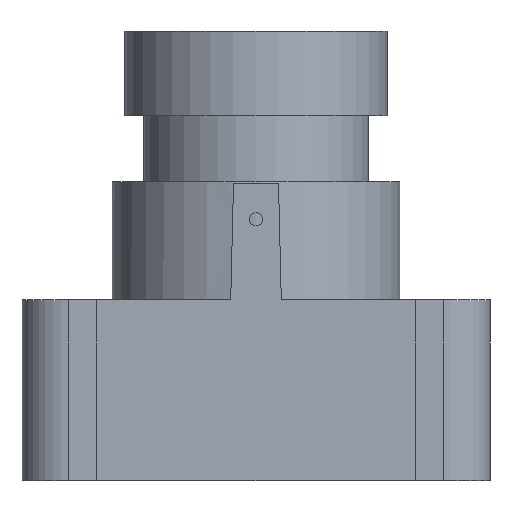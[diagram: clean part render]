
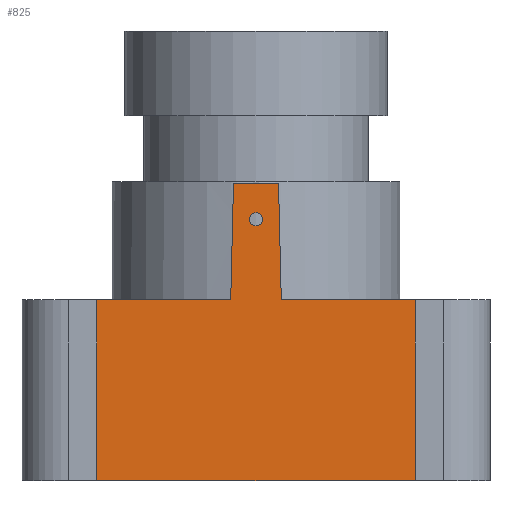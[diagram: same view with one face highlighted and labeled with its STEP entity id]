
A CAD part, front view. The second image highlights one B-rep face of the part: STEP entity #825.
In plain terms, the highlighted planar face has unit normal (0, -1, 0).
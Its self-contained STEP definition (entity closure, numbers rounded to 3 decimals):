
#58=FACE_BOUND('',#132,.T.);
#80=FACE_OUTER_BOUND('',#131,.T.);
#131=EDGE_LOOP('',(#659,#660,#661,#662,#663,#664,#665,#666));
#132=EDGE_LOOP('',(#667,#668));
#170=CIRCLE('',#892,0.35);
#171=CIRCLE('',#893,0.35);
#206=LINE('',#1236,#280);
#227=LINE('',#1335,#301);
#234=LINE('',#1361,#308);
#244=LINE('',#1384,#318);
#250=LINE('',#1404,#324);
#251=LINE('',#1406,#325);
#252=LINE('',#1407,#326);
#253=LINE('',#1408,#327);
#280=VECTOR('',#979,1000.);
#301=VECTOR('',#1030,1000.);
#308=VECTOR('',#1055,1000.);
#318=VECTOR('',#1069,1000.);
#324=VECTOR('',#1097,1000.);
#325=VECTOR('',#1100,1000.);
#326=VECTOR('',#1101,1000.);
#327=VECTOR('',#1102,1000.);
#355=VERTEX_POINT('',#1233);
#356=VERTEX_POINT('',#1235);
#380=VERTEX_POINT('',#1327);
#381=VERTEX_POINT('',#1328);
#382=VERTEX_POINT('',#1333);
#383=VERTEX_POINT('',#1334);
#389=VERTEX_POINT('',#1352);
#392=VERTEX_POINT('',#1358);
#393=VERTEX_POINT('',#1360);
#404=VERTEX_POINT('',#1382);
#437=EDGE_CURVE('',#355,#356,#206,.T.);
#466=EDGE_CURVE('',#380,#381,#170,.T.);
#468=EDGE_CURVE('',#381,#380,#171,.T.);
#469=EDGE_CURVE('',#382,#383,#227,.T.);
#481=EDGE_CURVE('',#393,#392,#234,.T.);
#493=EDGE_CURVE('',#389,#404,#244,.T.);
#504=EDGE_CURVE('',#404,#356,#250,.T.);
#505=EDGE_CURVE('',#389,#382,#251,.T.);
#506=EDGE_CURVE('',#393,#355,#252,.T.);
#507=EDGE_CURVE('',#383,#392,#253,.T.);
#659=ORIENTED_EDGE('',*,*,#469,.F.);
#660=ORIENTED_EDGE('',*,*,#505,.F.);
#661=ORIENTED_EDGE('',*,*,#493,.T.);
#662=ORIENTED_EDGE('',*,*,#504,.T.);
#663=ORIENTED_EDGE('',*,*,#437,.F.);
#664=ORIENTED_EDGE('',*,*,#506,.F.);
#665=ORIENTED_EDGE('',*,*,#481,.T.);
#666=ORIENTED_EDGE('',*,*,#507,.F.);
#667=ORIENTED_EDGE('',*,*,#466,.F.);
#668=ORIENTED_EDGE('',*,*,#468,.F.);
#790=PLANE('',#917);
#825=ADVANCED_FACE('',(#80,#58),#790,.T.);
#892=AXIS2_PLACEMENT_3D('',#1329,#1023,#1024);
#893=AXIS2_PLACEMENT_3D('',#1331,#1026,#1027);
#917=AXIS2_PLACEMENT_3D('',#1405,#1098,#1099);
#979=DIRECTION('',(-1.,0.,0.));
#1023=DIRECTION('center_axis',(0.,-1.,0.));
#1024=DIRECTION('ref_axis',(0.,0.,1.));
#1026=DIRECTION('center_axis',(0.,-1.,0.));
#1027=DIRECTION('ref_axis',(0.,0.,1.));
#1030=DIRECTION('',(1.,0.,0.));
#1055=DIRECTION('',(-1.,0.,0.));
#1069=DIRECTION('',(-1.,0.,0.));
#1097=DIRECTION('',(0.,0.,-1.));
#1098=DIRECTION('center_axis',(0.,-1.,0.));
#1099=DIRECTION('ref_axis',(1.,0.,0.));
#1100=DIRECTION('',(0.024,0.,1.));
#1101=DIRECTION('',(0.,0.,-1.));
#1102=DIRECTION('',(0.024,0.,-1.));
#1233=CARTESIAN_POINT('',(8.5,-8.5,0.));
#1235=CARTESIAN_POINT('',(-8.5,-8.5,0.));
#1236=CARTESIAN_POINT('',(8.5,-8.5,0.));
#1327=CARTESIAN_POINT('',(0.,-8.5,14.31));
#1328=CARTESIAN_POINT('',(-0.35,-8.5,13.96));
#1329=CARTESIAN_POINT('Origin',(0.,-8.5,13.96));
#1331=CARTESIAN_POINT('Origin',(0.,-8.5,13.96));
#1333=CARTESIAN_POINT('',(-1.202,-8.5,15.86));
#1334=CARTESIAN_POINT('',(1.202,-8.5,15.86));
#1335=CARTESIAN_POINT('',(8.5,-8.5,15.86));
#1352=CARTESIAN_POINT('',(-1.35,-8.5,9.66));
#1358=CARTESIAN_POINT('',(1.35,-8.5,9.66));
#1360=CARTESIAN_POINT('',(8.5,-8.5,9.66));
#1361=CARTESIAN_POINT('',(8.5,-8.5,9.66));
#1382=CARTESIAN_POINT('',(-8.5,-8.5,9.66));
#1384=CARTESIAN_POINT('',(8.5,-8.5,9.66));
#1404=CARTESIAN_POINT('',(-8.5,-8.5,9.66));
#1405=CARTESIAN_POINT('Origin',(8.5,-8.5,9.66));
#1406=CARTESIAN_POINT('',(-1.35,-8.5,9.66));
#1407=CARTESIAN_POINT('',(8.5,-8.5,9.66));
#1408=CARTESIAN_POINT('',(1.2,-8.5,15.96));
